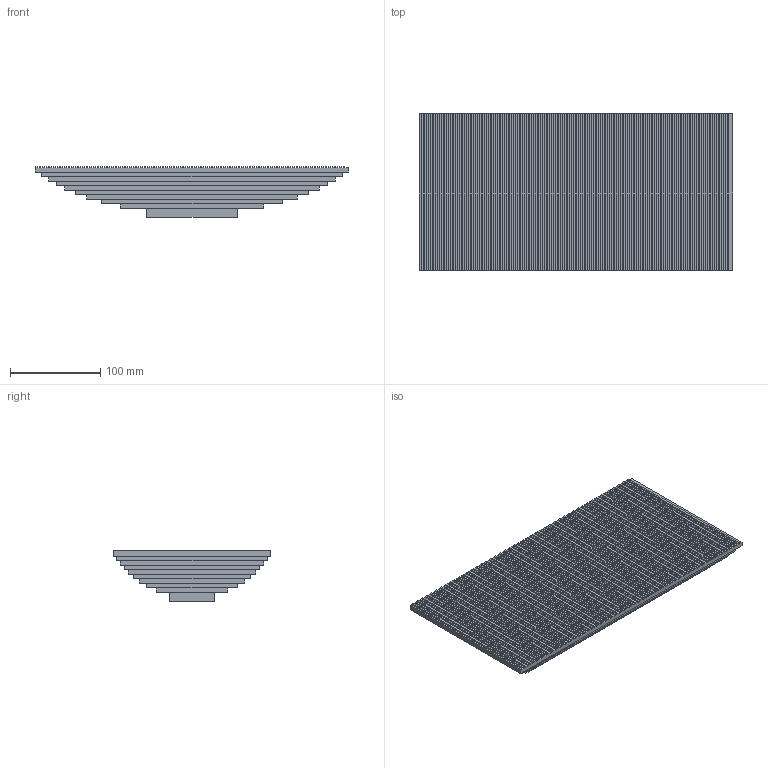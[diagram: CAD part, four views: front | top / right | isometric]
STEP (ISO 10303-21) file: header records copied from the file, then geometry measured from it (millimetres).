
FILE_DESCRIPTION(('Open CASCADE Model'),'2;1');
FILE_NAME('Open CASCADE Shape Model','2024-05-30T16:44:35',('Author'),( 'Open CASCADE'),'Open CASCADE STEP processor 7.7','Open CASCADE 7.7' ,'Unknown');
FILE_SCHEMA(('AUTOMOTIVE_DESIGN { 1 0 10303 214 1 1 1 1 }'));
Length unit declared in the file: millimetre
Products named in the file (1): Open CASCADE STEP translator 7.7 1
Bounding box: 345.94 x 172.97 x 56 mm (x, y, z)
Volume: 1792701.8 mm3; surface area: 189147.5 mm2
Topology: 1 solids, 1 shells, 393 faces, 1146 edges, 764 vertices
Faces by surface type: plane 393
Entity records: 27610 total; most frequent: CARTESIAN_POINT 4614, DIRECTION 4208, LINE 3420, VECTOR 3420, ORIENTED_EDGE 2292, PCURVE 2292, DEFINITIONAL_REPRESENTATION 2292, EDGE_CURVE 1146
